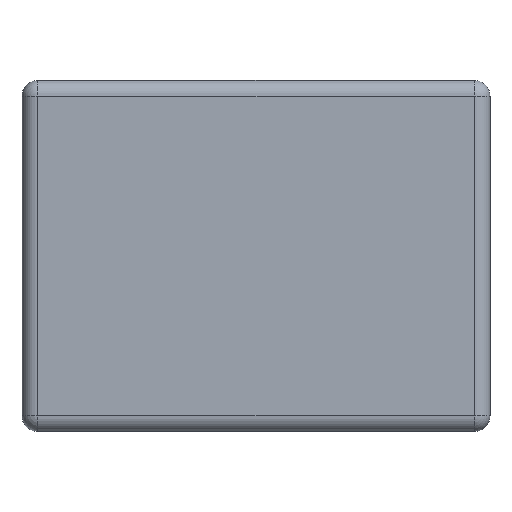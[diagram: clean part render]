
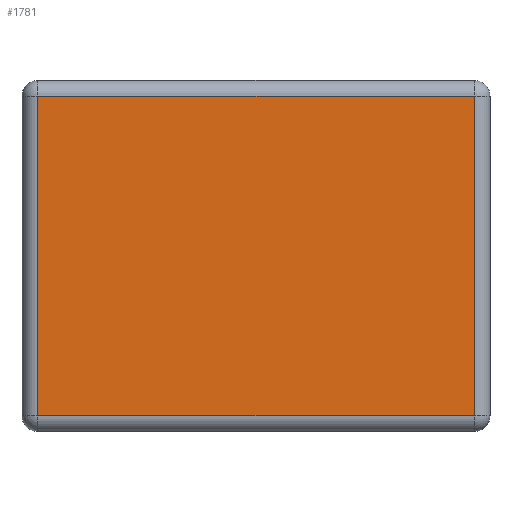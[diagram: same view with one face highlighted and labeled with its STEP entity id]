
A CAD part, front view. The second image highlights one B-rep face of the part: STEP entity #1781.
In plain terms, the highlighted planar face has unit normal (0, -1, 0).
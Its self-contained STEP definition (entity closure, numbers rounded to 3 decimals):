
#48 = VECTOR ( 'NONE', #730, 1000. ) ;
#153 = VERTEX_POINT ( 'NONE', #1623 ) ;
#169 = LINE ( 'NONE', #428, #1208 ) ;
#198 = EDGE_CURVE ( 'NONE', #917, #1851, #1315, .T. ) ;
#225 = DIRECTION ( 'NONE',  ( 0., 0., -1. ) ) ;
#246 = VECTOR ( 'NONE', #1392, 1000. ) ;
#407 = EDGE_LOOP ( 'NONE', ( #499, #1114, #421, #944 ) ) ;
#421 = ORIENTED_EDGE ( 'NONE', *, *, #1861, .T. ) ;
#428 = CARTESIAN_POINT ( 'NONE',  ( 0., 0., 20.5 ) ) ;
#475 = DIRECTION ( 'NONE',  ( 0., 0., 1. ) ) ;
#499 = ORIENTED_EDGE ( 'NONE', *, *, #198, .T. ) ;
#709 = EDGE_CURVE ( 'NONE', #894, #917, #169, .T. ) ;
#712 = LINE ( 'NONE', #1415, #246 ) ;
#730 = DIRECTION ( 'NONE',  ( 1., 0., 0. ) ) ;
#846 = CARTESIAN_POINT ( 'NONE',  ( 0., 0., 0. ) ) ;
#859 = VECTOR ( 'NONE', #225, 1000. ) ;
#867 = PLANE ( 'NONE',  #1478 ) ;
#894 = VERTEX_POINT ( 'NONE', #1682 ) ;
#909 = CARTESIAN_POINT ( 'NONE',  ( -28., 0., 0. ) ) ;
#917 = VERTEX_POINT ( 'NONE', #1511 ) ;
#922 = CARTESIAN_POINT ( 'NONE',  ( 0., 0., -20.5 ) ) ;
#944 = ORIENTED_EDGE ( 'NONE', *, *, #709, .T. ) ;
#1050 = DIRECTION ( 'NONE',  ( 0., 1., 0. ) ) ;
#1114 = ORIENTED_EDGE ( 'NONE', *, *, #1981, .T. ) ;
#1174 = FACE_OUTER_BOUND ( 'NONE', #407, .T. ) ;
#1208 = VECTOR ( 'NONE', #1648, 1000. ) ;
#1315 = LINE ( 'NONE', #909, #859 ) ;
#1392 = DIRECTION ( 'NONE',  ( 0., 0., 1. ) ) ;
#1415 = CARTESIAN_POINT ( 'NONE',  ( 28., 0., 0. ) ) ;
#1478 = AXIS2_PLACEMENT_3D ( 'NONE', #846, #1050, #475 ) ;
#1511 = CARTESIAN_POINT ( 'NONE',  ( -28., 0., 20.5 ) ) ;
#1623 = CARTESIAN_POINT ( 'NONE',  ( 28., 0., -20.5 ) ) ;
#1648 = DIRECTION ( 'NONE',  ( -1., 0., 0. ) ) ;
#1682 = CARTESIAN_POINT ( 'NONE',  ( 28., 0., 20.5 ) ) ;
#1781 = ADVANCED_FACE ( 'NONE', ( #1174 ), #867, .F. ) ;
#1851 = VERTEX_POINT ( 'NONE', #1896 ) ;
#1861 = EDGE_CURVE ( 'NONE', #153, #894, #712, .T. ) ;
#1896 = CARTESIAN_POINT ( 'NONE',  ( -28., 0., -20.5 ) ) ;
#1981 = EDGE_CURVE ( 'NONE', #1851, #153, #2254, .T. ) ;
#2254 = LINE ( 'NONE', #922, #48 ) ;
